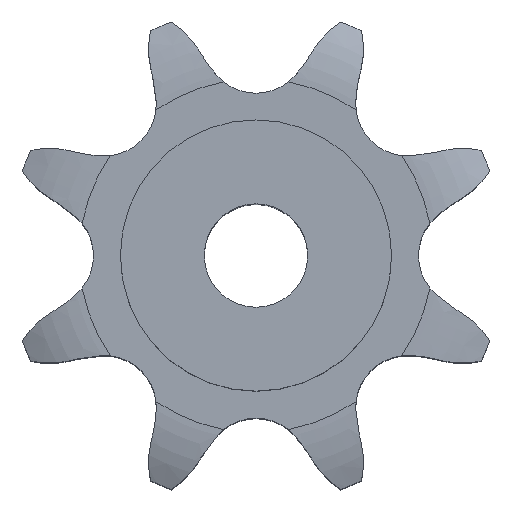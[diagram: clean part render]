
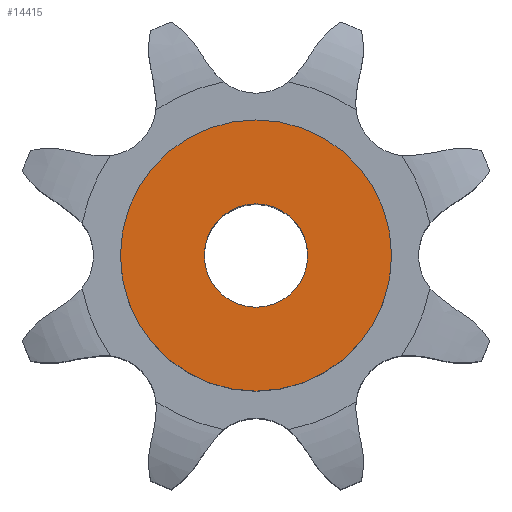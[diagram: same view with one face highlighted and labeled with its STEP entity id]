
A CAD part, top view. The second image highlights one B-rep face of the part: STEP entity #14415.
In plain terms, the highlighted planar face has unit normal (0, 0, 1).
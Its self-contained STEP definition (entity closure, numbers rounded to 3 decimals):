
#7903 = CYLINDRICAL_SURFACE('',#7904,8.);
#7904 = AXIS2_PLACEMENT_3D('',#7905,#7906,#7907);
#7905 = CARTESIAN_POINT('',(0.,0.,154.038));
#7906 = DIRECTION('',(0.,0.,1.));
#7907 = DIRECTION('',(1.,0.,0.));
#9867 = EDGE_CURVE('',#9868,#9868,#9870,.T.);
#9868 = VERTEX_POINT('',#9869);
#9869 = CARTESIAN_POINT('',(8.,0.,65.));
#9870 = SURFACE_CURVE('',#9871,(#9876,#9883),.PCURVE_S1.);
#9871 = CIRCLE('',#9872,8.);
#9872 = AXIS2_PLACEMENT_3D('',#9873,#9874,#9875);
#9873 = CARTESIAN_POINT('',(0.,0.,65.));
#9874 = DIRECTION('',(0.,0.,1.));
#9875 = DIRECTION('',(1.,0.,0.));
#9876 = PCURVE('',#7903,#9877);
#9877 = DEFINITIONAL_REPRESENTATION('',(#9878),#9882);
#9878 = LINE('',#9879,#9880);
#9879 = CARTESIAN_POINT('',(0.,-89.038));
#9880 = VECTOR('',#9881,1.);
#9881 = DIRECTION('',(1.,0.));
#9882 = ( GEOMETRIC_REPRESENTATION_CONTEXT(2) 
PARAMETRIC_REPRESENTATION_CONTEXT() REPRESENTATION_CONTEXT('2D SPACE',''
  ) );
#9883 = PCURVE('',#9884,#9889);
#9884 = PLANE('',#9885);
#9885 = AXIS2_PLACEMENT_3D('',#9886,#9887,#9888);
#9886 = CARTESIAN_POINT('',(0.,0.,65.)
  );
#9887 = DIRECTION('',(0.,0.,1.));
#9888 = DIRECTION('',(1.,0.,0.));
#9889 = DEFINITIONAL_REPRESENTATION('',(#9890),#9894);
#9890 = CIRCLE('',#9891,8.);
#9891 = AXIS2_PLACEMENT_2D('',#9892,#9893);
#9892 = CARTESIAN_POINT('',(0.,0.));
#9893 = DIRECTION('',(1.,0.));
#9894 = ( GEOMETRIC_REPRESENTATION_CONTEXT(2) 
PARAMETRIC_REPRESENTATION_CONTEXT() REPRESENTATION_CONTEXT('2D SPACE',''
  ) );
#14415 = ADVANCED_FACE('',(#14416,#14447),#9884,.T.);
#14416 = FACE_BOUND('',#14417,.T.);
#14417 = EDGE_LOOP('',(#14418));
#14418 = ORIENTED_EDGE('',*,*,#14419,.T.);
#14419 = EDGE_CURVE('',#14420,#14420,#14422,.T.);
#14420 = VERTEX_POINT('',#14421);
#14421 = CARTESIAN_POINT('',(21.,0.,65.));
#14422 = SURFACE_CURVE('',#14423,(#14428,#14435),.PCURVE_S1.);
#14423 = CIRCLE('',#14424,21.);
#14424 = AXIS2_PLACEMENT_3D('',#14425,#14426,#14427);
#14425 = CARTESIAN_POINT('',(0.,0.,65.));
#14426 = DIRECTION('',(0.,0.,1.));
#14427 = DIRECTION('',(1.,0.,0.));
#14428 = PCURVE('',#9884,#14429);
#14429 = DEFINITIONAL_REPRESENTATION('',(#14430),#14434);
#14430 = CIRCLE('',#14431,21.);
#14431 = AXIS2_PLACEMENT_2D('',#14432,#14433);
#14432 = CARTESIAN_POINT('',(0.,0.));
#14433 = DIRECTION('',(1.,0.));
#14434 = ( GEOMETRIC_REPRESENTATION_CONTEXT(2) 
PARAMETRIC_REPRESENTATION_CONTEXT() REPRESENTATION_CONTEXT('2D SPACE',''
  ) );
#14435 = PCURVE('',#14436,#14441);
#14436 = CYLINDRICAL_SURFACE('',#14437,21.);
#14437 = AXIS2_PLACEMENT_3D('',#14438,#14439,#14440);
#14438 = CARTESIAN_POINT('',(0.,0.,0.));
#14439 = DIRECTION('',(-0.,-0.,-1.));
#14440 = DIRECTION('',(1.,0.,0.));
#14441 = DEFINITIONAL_REPRESENTATION('',(#14442),#14446);
#14442 = LINE('',#14443,#14444);
#14443 = CARTESIAN_POINT('',(-0.,-65.));
#14444 = VECTOR('',#14445,1.);
#14445 = DIRECTION('',(-1.,0.));
#14446 = ( GEOMETRIC_REPRESENTATION_CONTEXT(2) 
PARAMETRIC_REPRESENTATION_CONTEXT() REPRESENTATION_CONTEXT('2D SPACE',''
  ) );
#14447 = FACE_BOUND('',#14448,.T.);
#14448 = EDGE_LOOP('',(#14449));
#14449 = ORIENTED_EDGE('',*,*,#9867,.F.);
